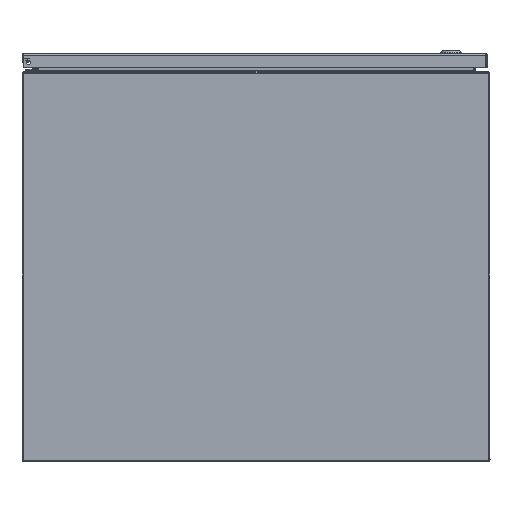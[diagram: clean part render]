
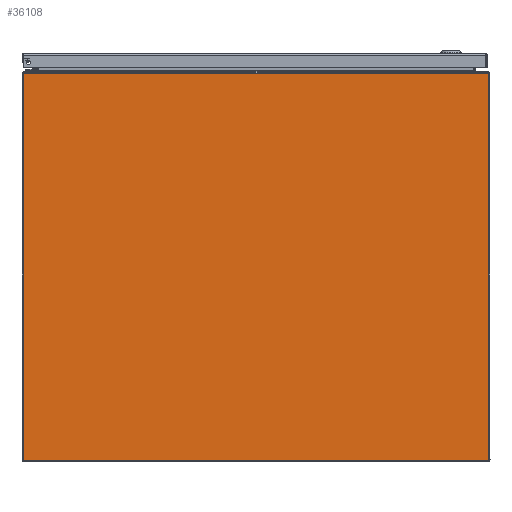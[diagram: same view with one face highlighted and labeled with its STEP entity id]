
A CAD part, front view. The second image highlights one B-rep face of the part: STEP entity #36108.
In plain terms, the highlighted face is planar.
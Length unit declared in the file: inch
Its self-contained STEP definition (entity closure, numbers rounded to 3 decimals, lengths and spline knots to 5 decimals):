
#35116=CARTESIAN_POINT('',(0.,23.852,0.0));
#35117=VERTEX_POINT('',#35116);
#35124=CARTESIAN_POINT('',(0.,0.0,0.0));
#35125=VERTEX_POINT('',#35124);
#35126=CARTESIAN_POINT('',(0.,23.852,0.0));
#35127=DIRECTION('',(0.0,-1.0,0.0));
#35128=VECTOR('',#35127,23.852);
#35129=LINE('',#35126,#35128);
#35130=EDGE_CURVE('',#35117,#35125,#35129,.T.);
#35155=CARTESIAN_POINT('',(19.82075,23.852,0.));
#35156=VERTEX_POINT('',#35155);
#35163=CARTESIAN_POINT('',(19.82075,23.852,0.0));
#35164=DIRECTION('',(-1.0,0.0,0.0));
#35165=VECTOR('',#35164,19.82075);
#35166=LINE('',#35163,#35165);
#35167=EDGE_CURVE('',#35156,#35117,#35166,.T.);
#35884=CARTESIAN_POINT('',(19.82075,0.0,0.));
#35885=VERTEX_POINT('',#35884);
#35909=CARTESIAN_POINT('',(19.82075,23.852,0.0));
#35910=DIRECTION('',(0.0,-1.0,0.0));
#35911=VECTOR('',#35910,23.852);
#35912=LINE('',#35909,#35911);
#35913=EDGE_CURVE('',#35156,#35885,#35912,.T.);
#36092=CARTESIAN_POINT('',(9.926,11.926,0.0));
#36093=DIRECTION('',(0.0,0.0,1.0));
#36094=DIRECTION('',(0.0,-1.0,0.0));
#36095=AXIS2_PLACEMENT_3D('',#36092,#36093,#36094);
#36096=PLANE('',#36095);
#36097=ORIENTED_EDGE('',*,*,#35913,.T.);
#36098=CARTESIAN_POINT('',(0.,0.0,0.0));
#36099=DIRECTION('',(1.0,0.0,0.0));
#36100=VECTOR('',#36099,19.82075);
#36101=LINE('',#36098,#36100);
#36102=EDGE_CURVE('',#35125,#35885,#36101,.T.);
#36103=ORIENTED_EDGE('',*,*,#36102,.F.);
#36104=ORIENTED_EDGE('',*,*,#35130,.F.);
#36105=ORIENTED_EDGE('',*,*,#35167,.F.);
#36106=EDGE_LOOP('',(#36097,#36103,#36104,#36105));
#36107=FACE_OUTER_BOUND('',#36106,.T.);
#36108=ADVANCED_FACE('',(#36107),#36096,.F.);
